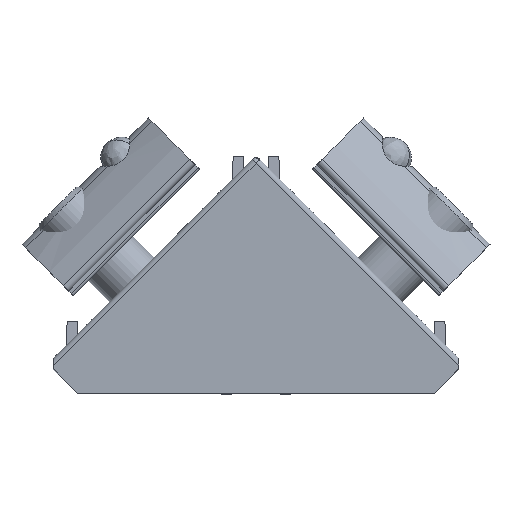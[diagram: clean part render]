
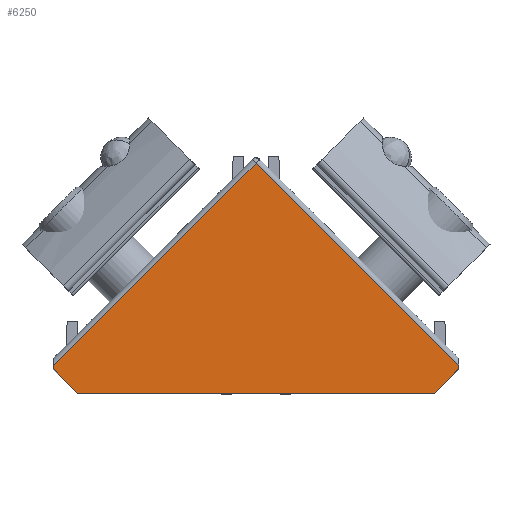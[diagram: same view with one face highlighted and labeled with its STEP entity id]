
A CAD part, top view. The second image highlights one B-rep face of the part: STEP entity #6250.
In plain terms, the highlighted planar face has unit normal (0, 0.009, 1).
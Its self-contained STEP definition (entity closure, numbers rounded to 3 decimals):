
#147 = CARTESIAN_POINT ( 'NONE',  ( 19.299, 2.328, 13.98 ) ) ;
#419 = CARTESIAN_POINT ( 'NONE',  ( -19.299, 2.626, 13.977 ) ) ;
#445 = CARTESIAN_POINT ( 'NONE',  ( 0., 21.925, 13.809 ) ) ;
#887 = DIRECTION ( 'NONE',  ( 0.707, 0.707, -0.006 ) ) ;
#1165 = DIRECTION ( 'NONE',  ( 1., 0., 0. ) ) ;
#1361 = VECTOR ( 'NONE', #14043, 1000. ) ;
#1440 = CARTESIAN_POINT ( 'NONE',  ( 19.299, 2.328, 13.98 ) ) ;
#1505 = VERTEX_POINT ( 'NONE', #12023 ) ;
#2155 = ORIENTED_EDGE ( 'NONE', *, *, #9887, .T. ) ;
#2230 = VECTOR ( 'NONE', #13909, 1000. ) ;
#2473 = ORIENTED_EDGE ( 'NONE', *, *, #12975, .T. ) ;
#2601 = DIRECTION ( 'NONE',  ( 0., 0.009, 1. ) ) ;
#2695 = LINE ( 'NONE', #11530, #14171 ) ;
#3558 = ORIENTED_EDGE ( 'NONE', *, *, #5764, .T. ) ;
#3685 = LINE ( 'NONE', #147, #12248 ) ;
#3812 = EDGE_LOOP ( 'NONE', ( #4198, #9936, #2155, #7534, #3558, #2473, #13103 ) ) ;
#4009 = CARTESIAN_POINT ( 'NONE',  ( -19.299, 2.328, 13.98 ) ) ;
#4198 = ORIENTED_EDGE ( 'NONE', *, *, #13873, .T. ) ;
#4299 = LINE ( 'NONE', #4009, #1361 ) ;
#4686 = VERTEX_POINT ( 'NONE', #5384 ) ;
#5242 = CARTESIAN_POINT ( 'NONE',  ( -19.299, 2.626, 13.977 ) ) ;
#5384 = CARTESIAN_POINT ( 'NONE',  ( 16.971, 0., 14. ) ) ;
#5499 = CARTESIAN_POINT ( 'NONE',  ( -16.971, 0., 14. ) ) ;
#5764 = EDGE_CURVE ( 'NONE', #1505, #9997, #12662, .T. ) ;
#5880 = AXIS2_PLACEMENT_3D ( 'NONE', #9307, #2601, #10431 ) ;
#6250 = ADVANCED_FACE ( 'NONE', ( #8705 ), #10386, .T. ) ;
#6739 = CARTESIAN_POINT ( 'NONE',  ( -16.971, 0., 14. ) ) ;
#6967 = VECTOR ( 'NONE', #887, 1000. ) ;
#7100 = DIRECTION ( 'NONE',  ( -0.707, 0.707, -0.006 ) ) ;
#7223 = VERTEX_POINT ( 'NONE', #7907 ) ;
#7534 = ORIENTED_EDGE ( 'NONE', *, *, #13410, .T. ) ;
#7585 = CARTESIAN_POINT ( 'NONE',  ( 16.971, 0., 14. ) ) ;
#7907 = CARTESIAN_POINT ( 'NONE',  ( -19.299, 2.328, 13.98 ) ) ;
#8705 = FACE_OUTER_BOUND ( 'NONE', #3812, .T. ) ;
#9185 = CARTESIAN_POINT ( 'NONE',  ( 19.299, 2.626, 13.977 ) ) ;
#9307 = CARTESIAN_POINT ( 'NONE',  ( -16.971, 0., 14. ) ) ;
#9671 = VERTEX_POINT ( 'NONE', #5499 ) ;
#9887 = EDGE_CURVE ( 'NONE', #13340, #12635, #3685, .T. ) ;
#9936 = ORIENTED_EDGE ( 'NONE', *, *, #12439, .T. ) ;
#9952 = LINE ( 'NONE', #7585, #6967 ) ;
#9997 = VERTEX_POINT ( 'NONE', #419 ) ;
#10386 = PLANE ( 'NONE',  #5880 ) ;
#10429 = VECTOR ( 'NONE', #11926, 1000. ) ;
#10431 = DIRECTION ( 'NONE',  ( 0., -1., 0.009 ) ) ;
#10722 = VECTOR ( 'NONE', #1165, 1000. ) ;
#10777 = LINE ( 'NONE', #5242, #10429 ) ;
#11417 = LINE ( 'NONE', #6739, #10722 ) ;
#11483 = DIRECTION ( 'NONE',  ( 0., 1., -0.009 ) ) ;
#11530 = CARTESIAN_POINT ( 'NONE',  ( 19.299, 2.626, 13.977 ) ) ;
#11926 = DIRECTION ( 'NONE',  ( 0., -1., 0.009 ) ) ;
#12023 = CARTESIAN_POINT ( 'NONE',  ( 0., 21.925, 13.809 ) ) ;
#12248 = VECTOR ( 'NONE', #11483, 1000. ) ;
#12439 = EDGE_CURVE ( 'NONE', #4686, #13340, #9952, .T. ) ;
#12635 = VERTEX_POINT ( 'NONE', #9185 ) ;
#12662 = LINE ( 'NONE', #445, #2230 ) ;
#12678 = EDGE_CURVE ( 'NONE', #7223, #9671, #4299, .T. ) ;
#12975 = EDGE_CURVE ( 'NONE', #9997, #7223, #10777, .T. ) ;
#13103 = ORIENTED_EDGE ( 'NONE', *, *, #12678, .T. ) ;
#13340 = VERTEX_POINT ( 'NONE', #1440 ) ;
#13410 = EDGE_CURVE ( 'NONE', #12635, #1505, #2695, .T. ) ;
#13873 = EDGE_CURVE ( 'NONE', #9671, #4686, #11417, .T. ) ;
#13909 = DIRECTION ( 'NONE',  ( -0.707, -0.707, 0.006 ) ) ;
#14043 = DIRECTION ( 'NONE',  ( 0.707, -0.707, 0.006 ) ) ;
#14171 = VECTOR ( 'NONE', #7100, 1000. ) ;
